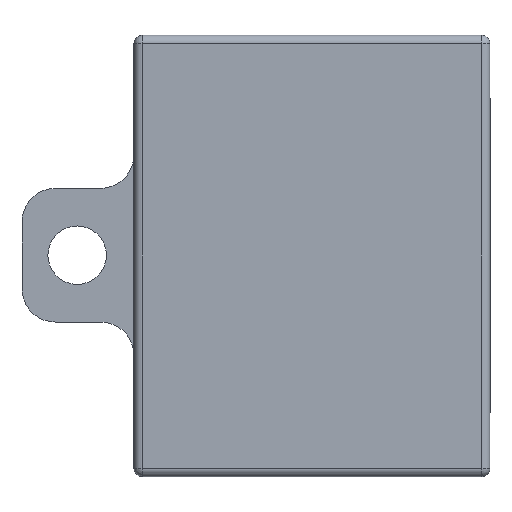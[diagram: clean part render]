
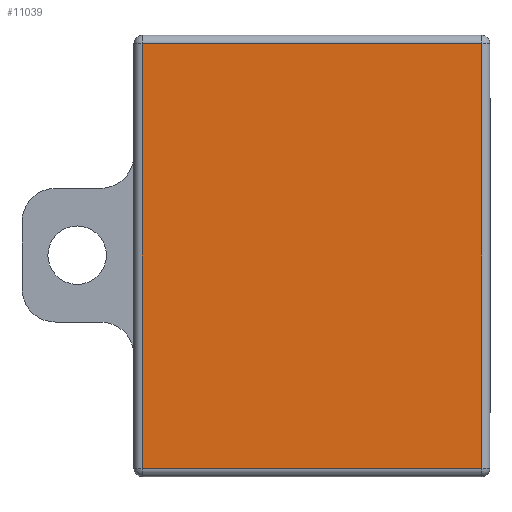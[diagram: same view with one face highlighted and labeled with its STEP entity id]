
A CAD part, front view. The second image highlights one B-rep face of the part: STEP entity #11039.
In plain terms, the highlighted planar face has unit normal (0, -1, 0).
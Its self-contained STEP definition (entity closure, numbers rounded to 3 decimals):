
#549=PLANE($,#11724);
#1056=FACE_OUTER_BOUND($,#1671,.T.);
#1671=EDGE_LOOP($,(#7804,#7805,#7806,#7807));
#2381=LINE($,#15712,#3539);
#2383=LINE($,#15720,#3541);
#2384=LINE($,#15725,#3542);
#2386=LINE($,#15732,#3544);
#3539=VECTOR($,#12748,25.4);
#3541=VECTOR($,#12756,20.3);
#3542=VECTOR($,#12763,25.4);
#3544=VECTOR($,#12771,20.3);
#4930=VERTEX_POINT($,#15705);
#4933=VERTEX_POINT($,#15710);
#4934=VERTEX_POINT($,#15714);
#4937=VERTEX_POINT($,#15722);
#6049=EDGE_CURVE($,#4933,#4930,#2381,.T.);
#6053=EDGE_CURVE($,#4930,#4934,#2383,.T.);
#6056=EDGE_CURVE($,#4934,#4937,#2384,.T.);
#6060=EDGE_CURVE($,#4937,#4933,#2386,.T.);
#7804=ORIENTED_EDGE($,*,*,#6049,.F.);
#7805=ORIENTED_EDGE($,*,*,#6060,.F.);
#7806=ORIENTED_EDGE($,*,*,#6056,.F.);
#7807=ORIENTED_EDGE($,*,*,#6053,.F.);
#11039=ADVANCED_FACE($,(#1056),#549,.F.);
#11724=AXIS2_PLACEMENT_3D($,#15751,#12801,#12802);
#12748=DIRECTION($,(1.,0.,0.));
#12756=DIRECTION($,(0.,0.,-1.));
#12763=DIRECTION($,(-1.,0.,0.));
#12771=DIRECTION($,(0.,0.,1.));
#12801=DIRECTION('center_axis',(0.,1.,0.));
#12802=DIRECTION('ref_axis',(0.,0.,1.));
#15705=CARTESIAN_POINT('',(-0.5,0.,-0.5));
#15710=CARTESIAN_POINT('',(-25.9,0.,-0.5));
#15712=CARTESIAN_POINT($,(-19.8,0.,-0.5));
#15714=CARTESIAN_POINT('',(-0.5,0.,-20.8));
#15720=CARTESIAN_POINT($,(-0.5,0.,-5.325));
#15722=CARTESIAN_POINT('',(-25.9,0.,-20.8));
#15725=CARTESIAN_POINT($,(-6.6,0.,-20.8));
#15732=CARTESIAN_POINT($,(-25.9,0.,-15.975));
#15751=CARTESIAN_POINT('Origin',(-13.2,0.,-10.65));
